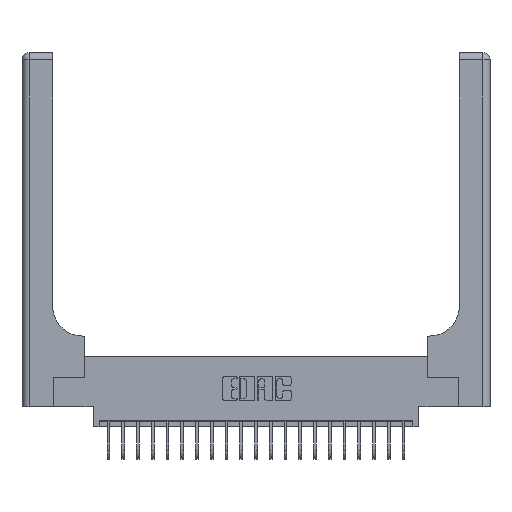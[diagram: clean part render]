
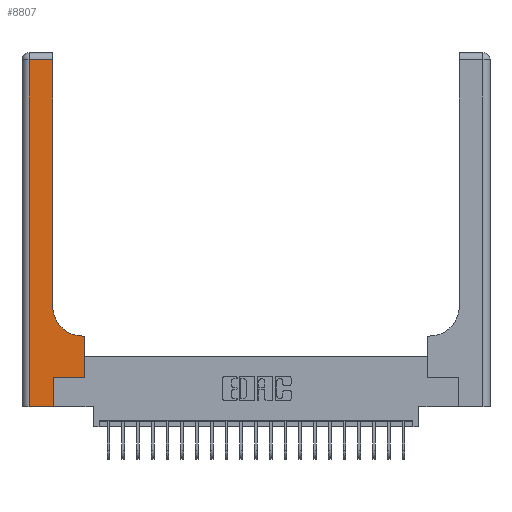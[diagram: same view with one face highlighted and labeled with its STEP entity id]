
A CAD part, top view. The second image highlights one B-rep face of the part: STEP entity #8807.
In plain terms, the highlighted planar face has unit normal (0, 0, 1).
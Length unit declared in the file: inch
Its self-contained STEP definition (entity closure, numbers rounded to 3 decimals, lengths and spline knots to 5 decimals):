
#450 = EDGE_LOOP ( 'NONE', ( #12859, #19096, #16706, #17526, #18406, #6032, #5747, #20756, #16856 ) ) ;
#514 = DIRECTION ( 'NONE',  ( 1., 0., 0. ) ) ;
#995 = CARTESIAN_POINT ( 'NONE',  ( 0.265, 0.25, 0.37 ) ) ;
#1034 = DIRECTION ( 'NONE',  ( 0., 1., 0. ) ) ;
#1367 = VERTEX_POINT ( 'NONE', #17750 ) ;
#1433 = AXIS2_PLACEMENT_3D ( 'NONE', #10160, #11752, #514 ) ;
#1714 = DIRECTION ( 'NONE',  ( 1., 0., 0. ) ) ;
#2379 = CARTESIAN_POINT ( 'NONE',  ( 0.265, 0., 0.37 ) ) ;
#2775 = DIRECTION ( 'NONE',  ( 0., 0., -1. ) ) ;
#4267 = VERTEX_POINT ( 'NONE', #17803 ) ;
#4373 = LINE ( 'NONE', #19230, #16694 ) ;
#4592 = DIRECTION ( 'NONE',  ( 1., 0., 0. ) ) ;
#4713 = LINE ( 'NONE', #19458, #8802 ) ;
#4825 = CARTESIAN_POINT ( 'NONE',  ( 0.528, 0.25, 0.37 ) ) ;
#5266 = VECTOR ( 'NONE', #1714, 39.37008 ) ;
#5359 = EDGE_CURVE ( 'NONE', #17454, #12761, #8270, .T. ) ;
#5747 = ORIENTED_EDGE ( 'NONE', *, *, #12501, .T. ) ;
#6032 = ORIENTED_EDGE ( 'NONE', *, *, #19436, .T. ) ;
#6290 = VERTEX_POINT ( 'NONE', #19993 ) ;
#6545 = DIRECTION ( 'NONE',  ( 0., 1., 0. ) ) ;
#6938 = CARTESIAN_POINT ( 'NONE',  ( 0.26, 0.6, 0.37 ) ) ;
#7556 = LINE ( 'NONE', #9029, #15162 ) ;
#8270 = LINE ( 'NONE', #19816, #23053 ) ;
#8529 = DIRECTION ( 'NONE',  ( -1., 0., 0. ) ) ;
#8802 = VECTOR ( 'NONE', #4592, 39.37008 ) ;
#8807 = ADVANCED_FACE ( 'NONE', ( #14102 ), #23125, .F. ) ;
#9029 = CARTESIAN_POINT ( 'NONE',  ( 0., 2.94, 0.37 ) ) ;
#9951 = AXIS2_PLACEMENT_3D ( 'NONE', #17872, #2775, #16048 ) ;
#10160 = CARTESIAN_POINT ( 'NONE',  ( 0.51, 0.85, 0.37 ) ) ;
#11752 = DIRECTION ( 'NONE',  ( 0., 0., -1. ) ) ;
#12033 = VERTEX_POINT ( 'NONE', #19482 ) ;
#12056 = EDGE_CURVE ( 'NONE', #4267, #12033, #17533, .T. ) ;
#12210 = CARTESIAN_POINT ( 'NONE',  ( 0.26, 2.94, 0.37 ) ) ;
#12501 = EDGE_CURVE ( 'NONE', #1367, #4267, #23229, .T. ) ;
#12761 = VERTEX_POINT ( 'NONE', #13593 ) ;
#12859 = ORIENTED_EDGE ( 'NONE', *, *, #23680, .T. ) ;
#13593 = CARTESIAN_POINT ( 'NONE',  ( 0.06, 0., 0.37 ) ) ;
#14102 = FACE_OUTER_BOUND ( 'NONE', #450, .T. ) ;
#14288 = VECTOR ( 'NONE', #6545, 39.37008 ) ;
#14670 = VERTEX_POINT ( 'NONE', #995 ) ;
#14754 = CARTESIAN_POINT ( 'NONE',  ( 0., 0., 0.37 ) ) ;
#15076 = EDGE_CURVE ( 'NONE', #17406, #17454, #7556, .T. ) ;
#15113 = LINE ( 'NONE', #14754, #5266 ) ;
#15162 = VECTOR ( 'NONE', #20223, 39.37008 ) ;
#15276 = EDGE_CURVE ( 'NONE', #23504, #14670, #4373, .T. ) ;
#15445 = CIRCLE ( 'NONE', #1433, 0.25 ) ;
#16048 = DIRECTION ( 'NONE',  ( -1., 0., 0. ) ) ;
#16130 = DIRECTION ( 'NONE',  ( 0., 1., 0. ) ) ;
#16694 = VECTOR ( 'NONE', #1034, 39.37008 ) ;
#16706 = ORIENTED_EDGE ( 'NONE', *, *, #5359, .T. ) ;
#16856 = ORIENTED_EDGE ( 'NONE', *, *, #20313, .T. ) ;
#17406 = VERTEX_POINT ( 'NONE', #12210 ) ;
#17454 = VERTEX_POINT ( 'NONE', #19621 ) ;
#17512 = EDGE_CURVE ( 'NONE', #12761, #23504, #15113, .T. ) ;
#17526 = ORIENTED_EDGE ( 'NONE', *, *, #17512, .T. ) ;
#17533 = LINE ( 'NONE', #6938, #17754 ) ;
#17621 = DIRECTION ( 'NONE',  ( 0., -1., 0. ) ) ;
#17750 = CARTESIAN_POINT ( 'NONE',  ( 0.528, 0.25, 0.37 ) ) ;
#17754 = VECTOR ( 'NONE', #8529, 39.37008 ) ;
#17803 = CARTESIAN_POINT ( 'NONE',  ( 0.528, 0.6, 0.37 ) ) ;
#17872 = CARTESIAN_POINT ( 'NONE',  ( 0., 3., 0.37 ) ) ;
#18406 = ORIENTED_EDGE ( 'NONE', *, *, #15276, .T. ) ;
#19096 = ORIENTED_EDGE ( 'NONE', *, *, #15076, .T. ) ;
#19230 = CARTESIAN_POINT ( 'NONE',  ( 0.265, 0., 0.37 ) ) ;
#19425 = CARTESIAN_POINT ( 'NONE',  ( 0.26, 3., 0.37 ) ) ;
#19436 = EDGE_CURVE ( 'NONE', #14670, #1367, #4713, .T. ) ;
#19458 = CARTESIAN_POINT ( 'NONE',  ( 0.265, 0.25, 0.37 ) ) ;
#19482 = CARTESIAN_POINT ( 'NONE',  ( 0.51, 0.6, 0.37 ) ) ;
#19621 = CARTESIAN_POINT ( 'NONE',  ( 0.06, 2.94, 0.37 ) ) ;
#19816 = CARTESIAN_POINT ( 'NONE',  ( 0.06, 3., 0.37 ) ) ;
#19993 = CARTESIAN_POINT ( 'NONE',  ( 0.26, 0.85, 0.37 ) ) ;
#20223 = DIRECTION ( 'NONE',  ( -1., 0., 0. ) ) ;
#20313 = EDGE_CURVE ( 'NONE', #12033, #6290, #15445, .T. ) ;
#20756 = ORIENTED_EDGE ( 'NONE', *, *, #12056, .T. ) ;
#21255 = LINE ( 'NONE', #19425, #21387 ) ;
#21387 = VECTOR ( 'NONE', #16130, 39.37008 ) ;
#23053 = VECTOR ( 'NONE', #17621, 39.37008 ) ;
#23125 = PLANE ( 'NONE',  #9951 ) ;
#23229 = LINE ( 'NONE', #4825, #14288 ) ;
#23504 = VERTEX_POINT ( 'NONE', #2379 ) ;
#23680 = EDGE_CURVE ( 'NONE', #6290, #17406, #21255, .T. ) ;
